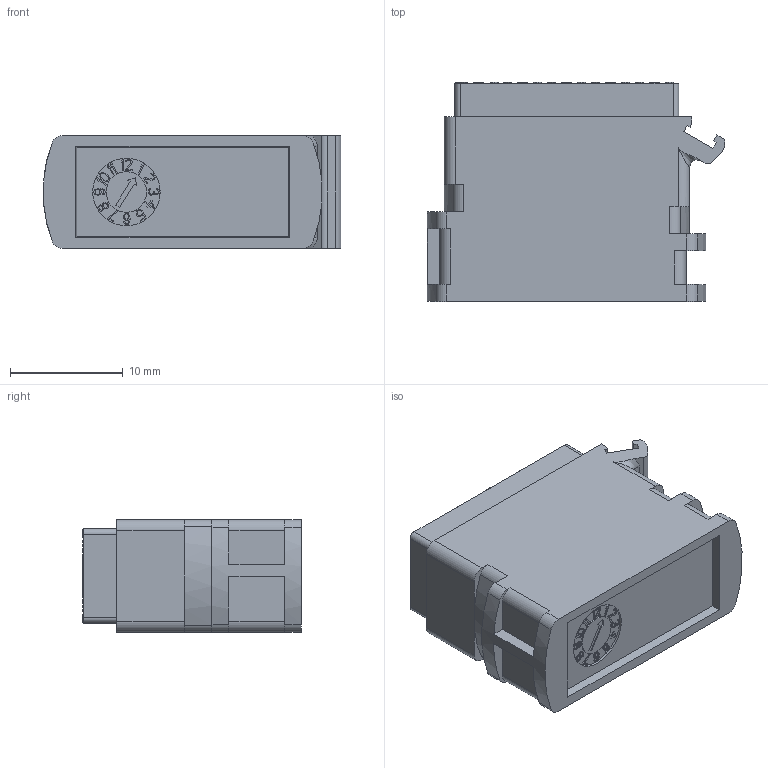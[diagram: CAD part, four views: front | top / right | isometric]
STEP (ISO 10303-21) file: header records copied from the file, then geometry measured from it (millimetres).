
FILE_DESCRIPTION((''),'2;1');
FILE_NAME('00111520102','2020-02-07T',('presta_be4'),(''),'CREO PARAMETRIC BY PTC INC, 2018360','CREO PARAMETRIC BY PTC INC, 2018360','');
FILE_SCHEMA(('CONFIG_CONTROL_DESIGN'));
Products named in the file (1): 00111520102
Bounding box: 26.45 x 19.45 x 10 mm (x, y, z)
Volume: 3073.9 mm3; surface area: 4257.3 mm2
Topology: 1 solids, 1 shells, 3077 faces, 8146 edges, 5144 vertices
Faces by surface type: plane 1449, cylinder 662, bspline 342, cone 334, torus 290
Entity records: 140340 total; most frequent: CARTESIAN_POINT 67369, ORIENTED_EDGE 16288, DIRECTION 13786, EDGE_CURVE 8144, VERTEX_POINT 5144, AXIS2_PLACEMENT_3D 4683, VECTOR 4420, LINE 4420
